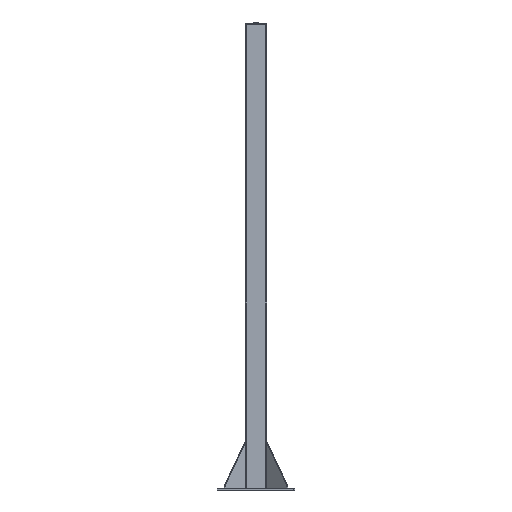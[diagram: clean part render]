
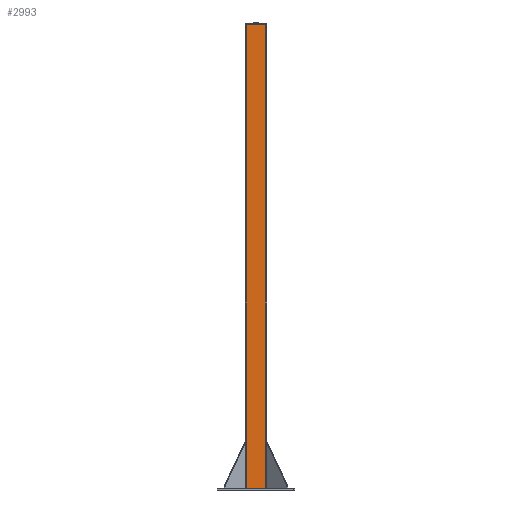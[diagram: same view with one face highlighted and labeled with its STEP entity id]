
A CAD part, left-side view. The second image highlights one B-rep face of the part: STEP entity #2993.
In plain terms, the highlighted planar face has unit normal (-1, 0, 0).
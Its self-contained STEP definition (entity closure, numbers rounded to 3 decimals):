
#2993=ADVANCED_FACE('',(#5267),#5268,.F.);
#5267=FACE_OUTER_BOUND('',#10412,.T.);
#5268=PLANE('',#10413);
#10412=EDGE_LOOP('',(#16965,#16966,#16967,#16968));
#10413=AXIS2_PLACEMENT_3D('',#16969,#16970,#16971);
#16965=ORIENTED_EDGE('',*,*,#19921,.T.);
#16966=ORIENTED_EDGE('',*,*,#19926,.T.);
#16967=ORIENTED_EDGE('',*,*,#19907,.F.);
#16968=ORIENTED_EDGE('',*,*,#19929,.T.);
#16969=CARTESIAN_POINT('',(-24.627,69.627,8.658));
#16970=DIRECTION('',(1.0,0.0,0.0));
#16971=DIRECTION('',(0.0,1.0,0.0));
#19907=EDGE_CURVE('',#22120,#22121,#22122,.T.);
#19921=EDGE_CURVE('',#22145,#22143,#22146,.T.);
#19926=EDGE_CURVE('',#22143,#22121,#22151,.T.);
#19929=EDGE_CURVE('',#22120,#22145,#22154,.T.);
#22120=VERTEX_POINT('',#26977);
#22121=VERTEX_POINT('',#26978);
#22122=LINE('',#26979,#26980);
#22143=VERTEX_POINT('',#27007);
#22145=VERTEX_POINT('',#27009);
#22146=LINE('',#27010,#27011);
#22151=LINE('',#27016,#27017);
#22154=LINE('',#27021,#27022);
#26977=CARTESIAN_POINT('',(-24.627,62.167,-562.222));
#26978=CARTESIAN_POINT('',(-24.627,-62.167,-562.222));
#26979=CARTESIAN_POINT('',(-24.627,69.627,-562.222));
#26980=VECTOR('',#31039,1.0);
#27007=CARTESIAN_POINT('',(-24.627,-62.167,-3562.222));
#27009=CARTESIAN_POINT('',(-24.627,62.167,-3562.222));
#27010=CARTESIAN_POINT('',(-24.627,69.627,-3562.222));
#27011=VECTOR('',#31061,1.0);
#27016=CARTESIAN_POINT('',(-24.627,-62.167,8.658));
#27017=VECTOR('',#31071,1.0);
#27021=CARTESIAN_POINT('',(-24.627,62.167,8.658));
#27022=VECTOR('',#31073,1.0);
#31039=DIRECTION('',(0.0,-1.0,0.0));
#31061=DIRECTION('',(0.0,-1.0,0.0));
#31071=DIRECTION('',(0.0,0.0,1.0));
#31073=DIRECTION('',(0.0,0.0,-1.0));
